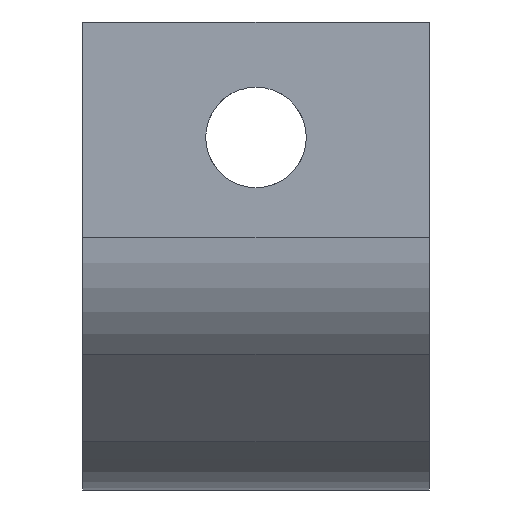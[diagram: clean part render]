
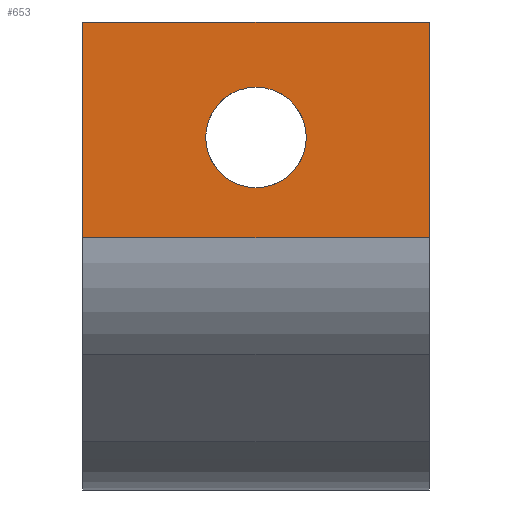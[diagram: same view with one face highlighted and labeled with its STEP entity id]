
A CAD part, front view. The second image highlights one B-rep face of the part: STEP entity #653.
In plain terms, the highlighted planar face has unit normal (0, -1, 0).
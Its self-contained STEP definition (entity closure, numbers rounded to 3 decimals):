
#367=CARTESIAN_POINT('Vertex',(-10.5,-25.314,15.314)) ;
#401=CARTESIAN_POINT('Line Origine',(-10.5,-25.314,21.849)) ;
#405=CARTESIAN_POINT('Vertex',(-10.5,-25.314,28.385)) ;
#432=CARTESIAN_POINT('Line Origine',(0.,-25.314,28.385)) ;
#436=CARTESIAN_POINT('Vertex',(10.5,-25.314,28.385)) ;
#456=CARTESIAN_POINT('Line Origine',(10.5,-25.314,21.849)) ;
#460=CARTESIAN_POINT('Vertex',(10.5,-25.314,15.314)) ;
#596=CARTESIAN_POINT('Line Origine',(0.,-25.314,15.314)) ;
#608=CARTESIAN_POINT('Axis2P3D Location',(0.,-25.314,12.828)) ;
#619=CARTESIAN_POINT('Axis2P3D Location',(0.,-25.314,21.385)) ;
#623=CARTESIAN_POINT('Vertex',(3.05,-25.314,21.385)) ;
#625=CARTESIAN_POINT('Vertex',(0.,-25.314,18.335)) ;
#628=CARTESIAN_POINT('Axis2P3D Location',(0.,-25.314,21.385)) ;
#632=CARTESIAN_POINT('Vertex',(-3.05,-25.314,21.385)) ;
#635=CARTESIAN_POINT('Axis2P3D Location',(0.,-25.314,21.385)) ;
#639=CARTESIAN_POINT('Vertex',(0.,-25.314,24.435)) ;
#642=CARTESIAN_POINT('Axis2P3D Location',(0.,-25.314,21.385)) ;
#402=DIRECTION('Vector Direction',(0.,0.,-1.)) ;
#433=DIRECTION('Vector Direction',(-1.,0.,0.)) ;
#457=DIRECTION('Vector Direction',(0.,0.,-1.)) ;
#597=DIRECTION('Vector Direction',(1.,0.,0.)) ;
#609=DIRECTION('Axis2P3D Direction',(0.,-1.,0.)) ;
#610=DIRECTION('Axis2P3D XDirection',(1.,0.,0.)) ;
#620=DIRECTION('Axis2P3D Direction',(0.,-1.,0.)) ;
#629=DIRECTION('Axis2P3D Direction',(0.,-1.,0.)) ;
#636=DIRECTION('Axis2P3D Direction',(0.,-1.,0.)) ;
#643=DIRECTION('Axis2P3D Direction',(0.,-1.,0.)) ;
#611=AXIS2_PLACEMENT_3D('Plane Axis2P3D',#608,#609,#610) ;
#621=AXIS2_PLACEMENT_3D('Circle Axis2P3D',#619,#620,$) ;
#630=AXIS2_PLACEMENT_3D('Circle Axis2P3D',#628,#629,$) ;
#637=AXIS2_PLACEMENT_3D('Circle Axis2P3D',#635,#636,$) ;
#644=AXIS2_PLACEMENT_3D('Circle Axis2P3D',#642,#643,$) ;
#614=ORIENTED_EDGE('',*,*,#600,.T.) ;
#615=ORIENTED_EDGE('',*,*,#462,.F.) ;
#616=ORIENTED_EDGE('',*,*,#438,.T.) ;
#617=ORIENTED_EDGE('',*,*,#407,.T.) ;
#648=ORIENTED_EDGE('',*,*,#627,.T.) ;
#649=ORIENTED_EDGE('',*,*,#634,.F.) ;
#650=ORIENTED_EDGE('',*,*,#641,.F.) ;
#651=ORIENTED_EDGE('',*,*,#646,.T.) ;
#652=FACE_BOUND('',#647,.T.) ;
#403=VECTOR('Line Direction',#402,1.) ;
#434=VECTOR('Line Direction',#433,1.) ;
#458=VECTOR('Line Direction',#457,1.) ;
#598=VECTOR('Line Direction',#597,1.) ;
#653=ADVANCED_FACE('Corps principal',(#618,#652),#612,.T.) ;
#622=CIRCLE('generated circle',#621,3.05) ;
#631=CIRCLE('generated circle',#630,3.05) ;
#638=CIRCLE('generated circle',#637,3.05) ;
#645=CIRCLE('generated circle',#644,3.05) ;
#407=EDGE_CURVE('',#406,#368,#404,.T.) ;
#438=EDGE_CURVE('',#437,#406,#435,.T.) ;
#462=EDGE_CURVE('',#437,#461,#459,.T.) ;
#600=EDGE_CURVE('',#368,#461,#599,.T.) ;
#627=EDGE_CURVE('',#624,#626,#622,.F.) ;
#634=EDGE_CURVE('',#633,#626,#631,.T.) ;
#641=EDGE_CURVE('',#640,#633,#638,.T.) ;
#646=EDGE_CURVE('',#640,#624,#645,.F.) ;
#613=EDGE_LOOP('',(#614,#615,#616,#617)) ;
#647=EDGE_LOOP('',(#648,#649,#650,#651)) ;
#618=FACE_OUTER_BOUND('',#613,.T.) ;
#404=LINE('Line',#401,#403) ;
#435=LINE('Line',#432,#434) ;
#459=LINE('Line',#456,#458) ;
#599=LINE('Line',#596,#598) ;
#612=PLANE('Plane',#611) ;
#368=VERTEX_POINT('',#367) ;
#406=VERTEX_POINT('',#405) ;
#437=VERTEX_POINT('',#436) ;
#461=VERTEX_POINT('',#460) ;
#624=VERTEX_POINT('',#623) ;
#626=VERTEX_POINT('',#625) ;
#633=VERTEX_POINT('',#632) ;
#640=VERTEX_POINT('',#639) ;
